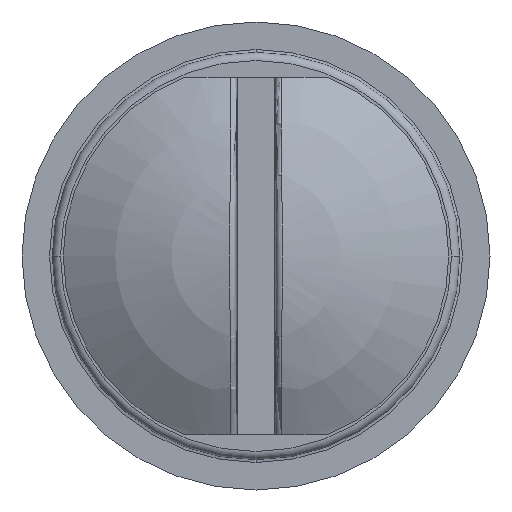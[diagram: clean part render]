
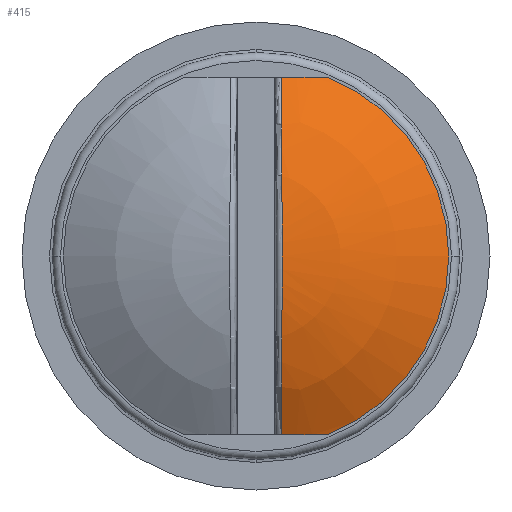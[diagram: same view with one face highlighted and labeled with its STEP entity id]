
A CAD part, front view. The second image highlights one B-rep face of the part: STEP entity #415.
In plain terms, the highlighted spherical face has radius 12.5 mm.
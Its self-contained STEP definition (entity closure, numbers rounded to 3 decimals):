
#2=CARTESIAN_POINT('',(0.,10.,6.5));
#3=DIRECTION('',(0.,0.,-1.));
#4=DIRECTION('',(0.243,-0.97,0.));
#5=AXIS2_PLACEMENT_3D('',#2,#3,#4);
#7=CARTESIAN_POINT('',(0.,-0.356,0.));
#8=DIRECTION('',(0.,-1.,0.));
#9=DIRECTION('',(0.371,0.,-0.929));
#10=AXIS2_PLACEMENT_3D('',#7,#8,#9);
#12=CARTESIAN_POINT('',(0.,10.,-6.5));
#13=DIRECTION('',(0.,0.,1.));
#14=DIRECTION('',(0.086,-0.996,0.));
#15=AXIS2_PLACEMENT_3D('',#12,#13,#14);
#32=CARTESIAN_POINT('',(0.729,10.013,0.));
#33=DIRECTION('',(1.,0.017,0.));
#34=DIRECTION('',(0.015,-0.853,0.521));
#35=AXIS2_PLACEMENT_3D('',#32,#33,#34);
#42=CARTESIAN_POINT('',(0.915,-0.638,-6.5));
#75=CARTESIAN_POINT('',(0.915,-0.638,6.5));
#341=CARTESIAN_POINT('',(2.598,-0.356,6.5));
#343=VERTEX_POINT('',#341);
#345=CARTESIAN_POINT('',(2.598,-0.356,-6.5));
#347=VERTEX_POINT('',#345);
#392=VERTEX_POINT('',#42);
#395=VERTEX_POINT('',#75);
#400=CARTESIAN_POINT('',(0.,10.,0.));
#401=DIRECTION('',(0.,1.,0.));
#402=DIRECTION('',(1.,0.,0.));
#403=AXIS2_PLACEMENT_3D('',#400,#401,#402);
#404=SPHERICAL_SURFACE('',#403,12.5);
#406=ORIENTED_EDGE('',*,*,#405,.F.);
#408=ORIENTED_EDGE('',*,*,#407,.F.);
#410=ORIENTED_EDGE('',*,*,#409,.F.);
#412=ORIENTED_EDGE('',*,*,#411,.F.);
#413=EDGE_LOOP('',(#406,#408,#410,#412));
#414=FACE_OUTER_BOUND('',#413,.F.);
#415=ADVANCED_FACE('',(#414),#404,.T.);
#6=CIRCLE('',#5,10.677);
#11=CIRCLE('',#10,7.);
#16=CIRCLE('',#15,10.677);
#36=CIRCLE('',#35,12.479);
#405=EDGE_CURVE('',#395,#392,#36,.T.);
#407=EDGE_CURVE('',#343,#395,#6,.T.);
#409=EDGE_CURVE('',#347,#343,#11,.T.);
#411=EDGE_CURVE('',#392,#347,#16,.T.);
